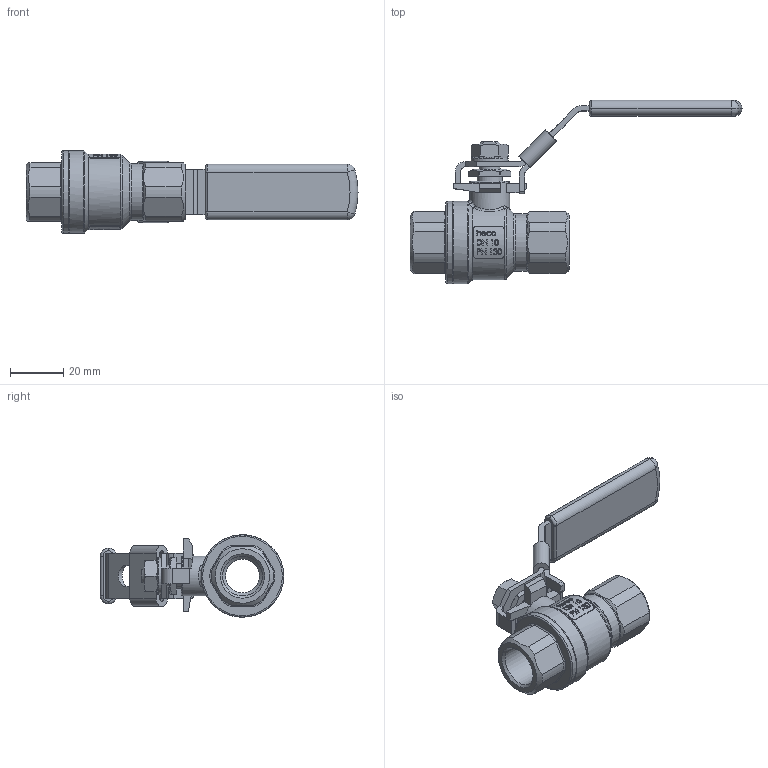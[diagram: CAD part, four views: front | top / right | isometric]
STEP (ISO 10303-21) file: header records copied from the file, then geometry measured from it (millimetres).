
FILE_DESCRIPTION (( 'STEP AP214' ), '1' );
FILE_NAME ('K2-038-000-4 Kugelhahn heco step214.STEP', '2012-11-20T11:47:07', ( 'test' ), ( '' ), 'SwSTEP 2.0', 'SolidWorks 2011', '' );
FILE_SCHEMA (( 'AUTOMOTIVE_DESIGN' ));
Length unit declared in the file: millimetre
Products named in the file (1): K2-038-000-4 Kugelhahn heco step214
Bounding box: 125 x 69 x 31 mm (x, y, z)
Volume: 35025.9 mm3; surface area: 15811.8 mm2
Topology: 1 solids, 1 shells, 655 faces, 1695 edges, 1094 vertices
Faces by surface type: plane 245, bspline 237, cylinder 123, cone 26, torus 20, sphere 4
Full cylindrical faces by diameter (mm): 8 x1, 8.036 x1, 9.5 x1, 12.7 x1, 14 x1, 14.94 x2, 15 x1, 21.5 x1, 31 x2
Entity records: 37625 total; most frequent: CARTESIAN_POINT 16348, ORIENTED_EDGE 3288, DIRECTION 2166, EDGE_CURVE 1644, VERTEX_POINT 1077, LINE 756, VECTOR 756, EDGE_LOOP 751
